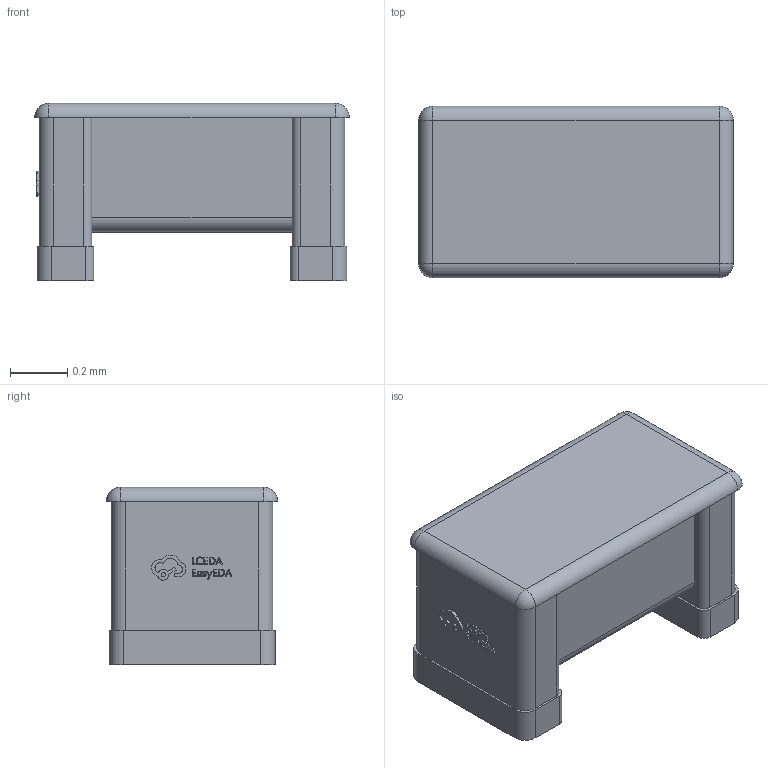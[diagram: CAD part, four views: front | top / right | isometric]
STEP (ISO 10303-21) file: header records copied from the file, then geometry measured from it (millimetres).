
FILE_DESCRIPTION (( 'STEP AP214' ), '1' );
FILE_NAME ('IND-SMD_L1.1-W0.6.step', '2022-07-08T23:19:23', ( '' ), ( '' ), 'SwSTEP 2.0', 'SolidWorks 2020', '' );
FILE_SCHEMA (( 'AUTOMOTIVE_DESIGN' ));
Length unit declared in the file: millimetre
Products named in the file (1): IND-SMD_L1.1-W0.6
Bounding box: 1.1 x 0.6 x 0.62 mm (x, y, z)
Volume: 0.3 mm3; surface area: 3.3 mm2
Topology: 1 solids, 1 shells, 335 faces, 912 edges, 604 vertices
Faces by surface type: plane 195, bspline 114, cylinder 22, sphere 4
Entity records: 14995 total; most frequent: CARTESIAN_POINT 4210, ORIENTED_EDGE 1816, DIRECTION 1168, EDGE_CURVE 908, LINE 628, VECTOR 628, VERTEX_POINT 604, EDGE_LOOP 364
